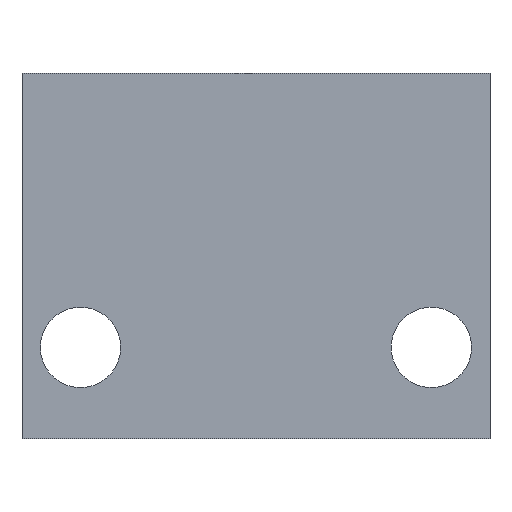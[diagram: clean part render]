
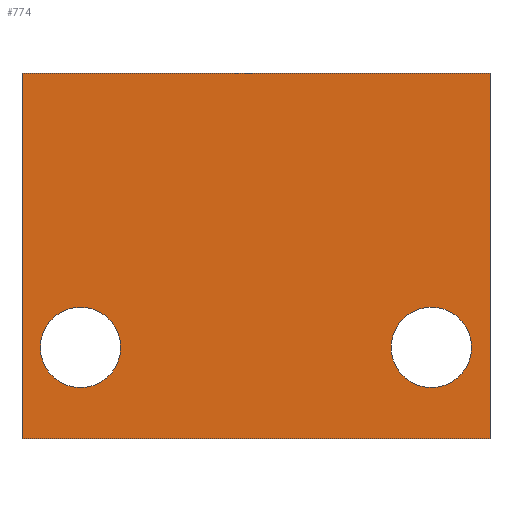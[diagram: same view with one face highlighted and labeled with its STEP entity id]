
A CAD part, front view. The second image highlights one B-rep face of the part: STEP entity #774.
In plain terms, the highlighted planar face has unit normal (0, -1, 0).
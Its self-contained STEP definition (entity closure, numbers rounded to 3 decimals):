
#129=DIRECTION('',(1.,0.,0.));
#130=VECTOR('',#129,64.008);
#131=CARTESIAN_POINT('',(0.,0.,0.));
#132=LINE('',#131,#130);
#157=DIRECTION('',(0.,0.,-1.));
#158=VECTOR('',#157,49.987);
#159=CARTESIAN_POINT('',(0.,0.,0.));
#160=LINE('',#159,#158);
#164=CARTESIAN_POINT('',(8.001,0.,-37.49));
#165=DIRECTION('',(0.,1.,0.));
#166=DIRECTION('',(0.,0.,1.));
#167=AXIS2_PLACEMENT_3D('',#164,#165,#166);
#172=CARTESIAN_POINT('',(8.001,0.,-37.49));
#173=DIRECTION('',(0.,1.,0.));
#174=DIRECTION('',(0.,0.,-1.));
#175=AXIS2_PLACEMENT_3D('',#172,#173,#174);
#180=CARTESIAN_POINT('',(55.982,0.,-37.49));
#181=DIRECTION('',(0.,1.,0.));
#182=DIRECTION('',(0.,0.,1.));
#183=AXIS2_PLACEMENT_3D('',#180,#181,#182);
#188=CARTESIAN_POINT('',(55.982,0.,-37.49));
#189=DIRECTION('',(0.,1.,0.));
#190=DIRECTION('',(0.,0.,-1.));
#191=AXIS2_PLACEMENT_3D('',#188,#189,#190);
#203=DIRECTION('',(0.,0.,-1.));
#204=VECTOR('',#203,49.987);
#205=CARTESIAN_POINT('',(64.008,0.,0.));
#206=LINE('',#205,#204);
#256=DIRECTION('',(1.,0.,0.));
#257=VECTOR('',#256,64.008);
#258=CARTESIAN_POINT('',(0.,0.,-49.987));
#259=LINE('',#258,#257);
#618=CARTESIAN_POINT('',(0.,0.,0.));
#619=CARTESIAN_POINT('',(64.008,0.,0.));
#620=VERTEX_POINT('',#618);
#621=VERTEX_POINT('',#619);
#622=CARTESIAN_POINT('',(0.,0.,-49.987));
#623=CARTESIAN_POINT('',(64.008,0.,-49.987));
#624=VERTEX_POINT('',#622);
#625=VERTEX_POINT('',#623);
#676=CARTESIAN_POINT('',(8.001,0.,-31.991));
#677=CARTESIAN_POINT('',(8.001,0.,-42.99));
#678=VERTEX_POINT('',#676);
#679=VERTEX_POINT('',#677);
#680=CARTESIAN_POINT('',(55.982,0.,-31.991));
#681=CARTESIAN_POINT('',(55.982,0.,-42.99));
#682=VERTEX_POINT('',#680);
#683=VERTEX_POINT('',#681);
#749=CARTESIAN_POINT('',(0.,0.,0.));
#750=DIRECTION('',(0.,-1.,0.));
#751=DIRECTION('',(1.,0.,0.));
#752=AXIS2_PLACEMENT_3D('',#749,#750,#751);
#753=PLANE('',#752);
#754=ORIENTED_EDGE('',*,*,#705,.T.);
#756=ORIENTED_EDGE('',*,*,#755,.T.);
#758=ORIENTED_EDGE('',*,*,#757,.F.);
#759=ORIENTED_EDGE('',*,*,#740,.F.);
#760=EDGE_LOOP('',(#754,#756,#758,#759));
#761=FACE_OUTER_BOUND('',#760,.F.);
#763=ORIENTED_EDGE('',*,*,#762,.F.);
#765=ORIENTED_EDGE('',*,*,#764,.F.);
#766=EDGE_LOOP('',(#763,#765));
#767=FACE_BOUND('',#766,.F.);
#769=ORIENTED_EDGE('',*,*,#768,.F.);
#771=ORIENTED_EDGE('',*,*,#770,.F.);
#772=EDGE_LOOP('',(#769,#771));
#773=FACE_BOUND('',#772,.F.);
#774=ADVANCED_FACE('',(#761,#767,#773),#753,.T.);
#168=CIRCLE('',#167,5.499);
#176=CIRCLE('',#175,5.499);
#184=CIRCLE('',#183,5.499);
#192=CIRCLE('',#191,5.499);
#705=EDGE_CURVE('',#620,#621,#132,.T.);
#740=EDGE_CURVE('',#620,#624,#160,.T.);
#755=EDGE_CURVE('',#621,#625,#206,.T.);
#757=EDGE_CURVE('',#624,#625,#259,.T.);
#762=EDGE_CURVE('',#678,#679,#168,.T.);
#764=EDGE_CURVE('',#679,#678,#176,.T.);
#768=EDGE_CURVE('',#682,#683,#184,.T.);
#770=EDGE_CURVE('',#683,#682,#192,.T.);
